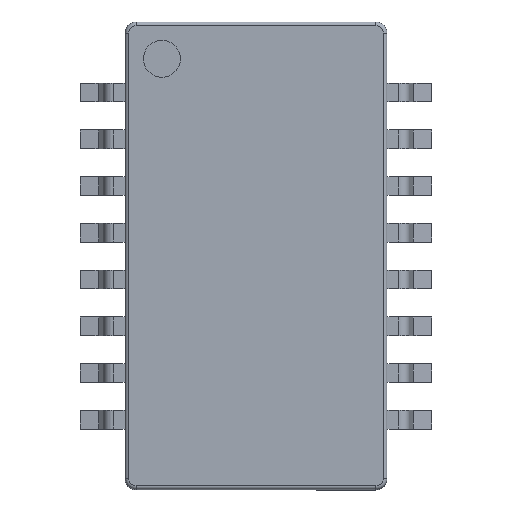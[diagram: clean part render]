
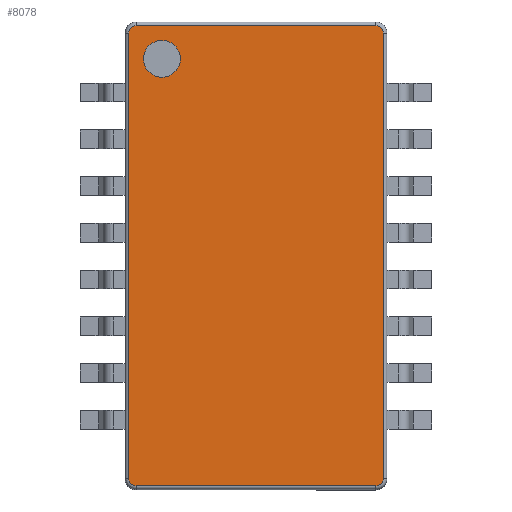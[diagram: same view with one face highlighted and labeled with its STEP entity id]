
A CAD part, top view. The second image highlights one B-rep face of the part: STEP entity #8078.
In plain terms, the highlighted free-form (B-spline) face has degree [1, 1] with [2, 2] control points.
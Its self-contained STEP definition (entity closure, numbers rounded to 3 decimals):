
#7615=CARTESIAN_POINT('',(-2.555,4.85,6.0));
#7616=VERTEX_POINT('',#7615);
#7625=CARTESIAN_POINT('',(-2.555,5.85,6.0));
#7626=VERTEX_POINT('',#7625);
#7627=CARTESIAN_POINT('',(-2.555,5.35,6.0));
#7628=DIRECTION('',(0.0,0.0,-1.0));
#7629=DIRECTION('',(0.0,-1.0,0.0));
#7630=AXIS2_PLACEMENT_3D('',#7627,#7628,#7629);
#7631=CIRCLE('',#7630,0.5);
#7632=EDGE_CURVE('',#7626,#7616,#7631,.T.);
#7659=CARTESIAN_POINT('',(-3.255,6.25,6.0));
#7660=VERTEX_POINT('',#7659);
#7668=CARTESIAN_POINT('',(3.255,6.25,6.0));
#7669=VERTEX_POINT('',#7668);
#7670=CARTESIAN_POINT('',(-3.255,6.25,6.0));
#7671=DIRECTION('',(1.0,0.0,0.0));
#7672=VECTOR('',#7671,6.51);
#7673=LINE('',#7670,#7672);
#7674=EDGE_CURVE('',#7660,#7669,#7673,.T.);
#7701=CARTESIAN_POINT('',(-3.455,6.05,6.0));
#7702=VERTEX_POINT('',#7701);
#7710=CARTESIAN_POINT('',(-3.255,6.05,6.0));
#7711=DIRECTION('',(0.0,0.0,-1.0));
#7712=DIRECTION('',(-0.707,0.707,0.0));
#7713=AXIS2_PLACEMENT_3D('',#7710,#7711,#7712);
#7714=CIRCLE('',#7713,0.2);
#7715=EDGE_CURVE('',#7702,#7660,#7714,.T.);
#7733=CARTESIAN_POINT('',(3.455,6.05,6.0));
#7734=VERTEX_POINT('',#7733);
#7752=CARTESIAN_POINT('',(3.255,6.05,6.0));
#7753=DIRECTION('',(0.0,0.0,-1.0));
#7754=DIRECTION('',(0.707,0.707,0.0));
#7755=AXIS2_PLACEMENT_3D('',#7752,#7753,#7754);
#7756=CIRCLE('',#7755,0.2);
#7757=EDGE_CURVE('',#7669,#7734,#7756,.T.);
#7769=CARTESIAN_POINT('',(-3.455,-6.05,6.0));
#7770=VERTEX_POINT('',#7769);
#7778=CARTESIAN_POINT('',(-3.455,-6.05,6.0));
#7779=DIRECTION('',(0.0,1.0,0.0));
#7780=VECTOR('',#7779,12.1);
#7781=LINE('',#7778,#7780);
#7782=EDGE_CURVE('',#7770,#7702,#7781,.T.);
#7799=CARTESIAN_POINT('',(3.455,-6.05,6.0));
#7800=VERTEX_POINT('',#7799);
#7817=CARTESIAN_POINT('',(3.455,6.05,6.0));
#7818=DIRECTION('',(0.0,-1.0,0.0));
#7819=VECTOR('',#7818,12.1);
#7820=LINE('',#7817,#7819);
#7821=EDGE_CURVE('',#7734,#7800,#7820,.T.);
#7833=CARTESIAN_POINT('',(-3.255,-6.25,6.0));
#7834=VERTEX_POINT('',#7833);
#7842=CARTESIAN_POINT('',(-3.255,-6.05,6.0));
#7843=DIRECTION('',(0.0,0.0,-1.0));
#7844=DIRECTION('',(-0.707,-0.707,0.0));
#7845=AXIS2_PLACEMENT_3D('',#7842,#7843,#7844);
#7846=CIRCLE('',#7845,0.2);
#7847=EDGE_CURVE('',#7834,#7770,#7846,.T.);
#7865=CARTESIAN_POINT('',(3.255,-6.25,6.0));
#7866=VERTEX_POINT('',#7865);
#7884=CARTESIAN_POINT('',(3.255,-6.05,6.0));
#7885=DIRECTION('',(0.0,0.0,-1.0));
#7886=DIRECTION('',(0.707,-0.707,0.0));
#7887=AXIS2_PLACEMENT_3D('',#7884,#7885,#7886);
#7888=CIRCLE('',#7887,0.2);
#7889=EDGE_CURVE('',#7800,#7866,#7888,.T.);
#7907=CARTESIAN_POINT('',(3.255,-6.25,6.0));
#7908=DIRECTION('',(-1.0,0.0,0.0));
#7909=VECTOR('',#7908,6.51);
#7910=LINE('',#7907,#7909);
#7911=EDGE_CURVE('',#7866,#7834,#7910,.T.);
#8053=CARTESIAN_POINT('',(-3.455,6.25,6.0));
#8054=CARTESIAN_POINT('',(-3.455,-6.25,6.0));
#8055=CARTESIAN_POINT('',(3.455,6.25,6.0));
#8056=CARTESIAN_POINT('',(3.455,-6.25,6.0));
#8057=B_SPLINE_SURFACE_WITH_KNOTS('',1,1,((#8053,#8055),(#8054,#8056)),.UNSPECIFIED.,.F.,.F.,.U.,(2,2),(2,2),(0.0,12.5),(0.0,6.91),.UNSPECIFIED.);
#8058=ORIENTED_EDGE('',*,*,#7674,.F.);
#8059=ORIENTED_EDGE('',*,*,#7715,.F.);
#8060=ORIENTED_EDGE('',*,*,#7782,.F.);
#8061=ORIENTED_EDGE('',*,*,#7847,.F.);
#8062=ORIENTED_EDGE('',*,*,#7911,.F.);
#8063=ORIENTED_EDGE('',*,*,#7889,.F.);
#8064=ORIENTED_EDGE('',*,*,#7821,.F.);
#8065=ORIENTED_EDGE('',*,*,#7757,.F.);
#8066=EDGE_LOOP('',(#8058,#8059,#8060,#8061,#8062,#8063,#8064,#8065));
#8067=FACE_OUTER_BOUND('',#8066,.T.);
#8068=CARTESIAN_POINT('',(-2.555,5.35,6.0));
#8069=DIRECTION('',(0.0,0.0,-1.0));
#8070=DIRECTION('',(0.0,-1.0,0.0));
#8071=AXIS2_PLACEMENT_3D('',#8068,#8069,#8070);
#8072=CIRCLE('',#8071,0.5);
#8073=EDGE_CURVE('',#7616,#7626,#8072,.T.);
#8074=ORIENTED_EDGE('',*,*,#8073,.T.);
#8075=ORIENTED_EDGE('',*,*,#7632,.T.);
#8076=EDGE_LOOP('',(#8074,#8075));
#8077=FACE_BOUND('',#8076,.T.);
#8078=ADVANCED_FACE('',(#8067,#8077),#8057,.T.);
